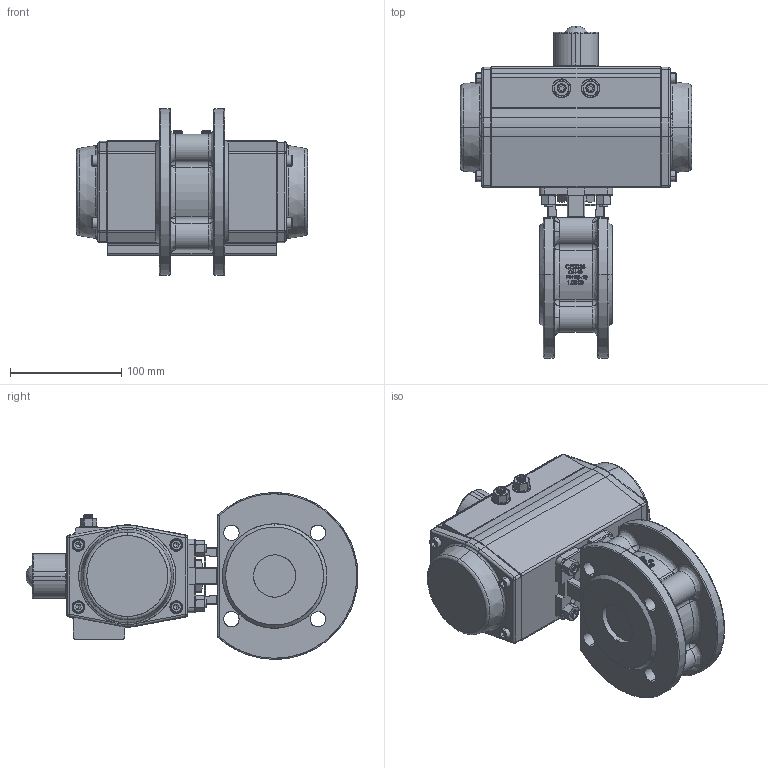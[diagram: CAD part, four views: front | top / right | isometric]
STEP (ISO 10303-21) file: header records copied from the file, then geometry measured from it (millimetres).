
FILE_DESCRIPTION (( 'STEP AP214' ), '1' );
FILE_NAME ('PK06_DN40 (PK06010007).STEP', '2022-05-02T13:45:07', ( '' ), ( '' ), 'SwSTEP 2.0', 'SolidWorks 2021', '' );
FILE_SCHEMA (( 'AUTOMOTIVE_DESIGN' ));
Length unit declared in the file: metre
Products named in the file (1): PK06_DN40 (PK06010007)
Bounding box: 208 x 298.65 x 150 mm (x, y, z)
Surface area: 202125.1 mm2 (no closed solid volume)
Topology: 0 solids, 678 shells, 881 faces, 4443 edges, 4175 vertices
Faces by surface type: cylinder 308, plane 268, bspline 207, cone 96, sphere 2
Entity records: 85924 total; most frequent: CARTESIAN_POINT 44925, DIRECTION 5576, ORIENTED_EDGE 4777, EDGE_CURVE 4405, VERTEX_POINT 4175, AXIS2_PLACEMENT_3D 1988, VECTOR 1600, LINE 1600
